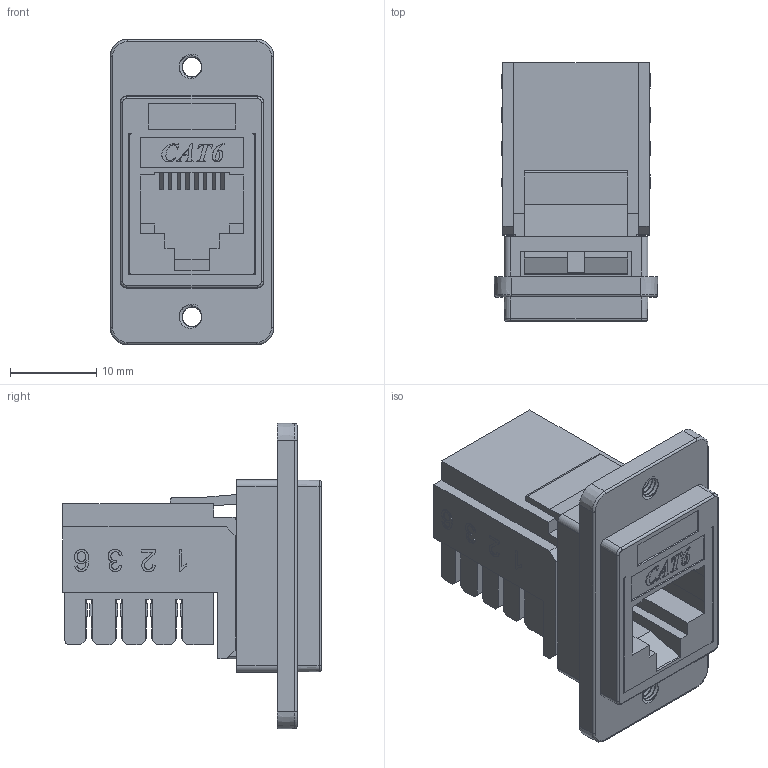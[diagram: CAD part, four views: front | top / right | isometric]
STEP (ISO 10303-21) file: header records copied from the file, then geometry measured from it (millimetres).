
FILE_DESCRIPTION(/* description */ (''),/* implementation_level */ '2;1');
FILE_NAME(/* name */ 'CP30727M3 RJ45-IDC M3.stp',/* time_stamp */ '2021-10-07T15:14:03+01:00',/* author */ ('tottley'),/* organization */ (''),/* preprocessor_version */ 'ST-DEVELOPER v18.1',/* originating_system */ 'Autodesk Inventor 2022',/* authorisation */ '');
FILE_SCHEMA (('AUTOMOTIVE_DESIGN { 1 0 10303 214 3 1 1 }'));
Length unit declared in the file: millimetre
Products named in the file (1): Part1
Bounding box: 19 x 30 x 35.5 mm (x, y, z)
Volume: 36.9 mm3; surface area: 6429.2 mm2
Topology: 1 solids, 2 shells, 818 faces, 2295 edges, 1522 vertices
Faces by surface type: plane 544, bspline 227, cylinder 31, cone 8, torus 8
Full cylindrical faces by diameter (mm): 2.259 x2
Entity records: 30202 total; most frequent: CARTESIAN_POINT 10560, ORIENTED_EDGE 4590, DIRECTION 3057, EDGE_CURVE 2295, LINE 1741, VECTOR 1741, VERTEX_POINT 1522, EDGE_LOOP 895
